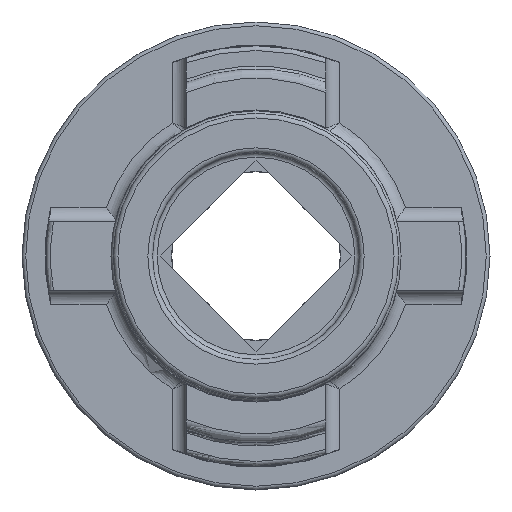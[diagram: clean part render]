
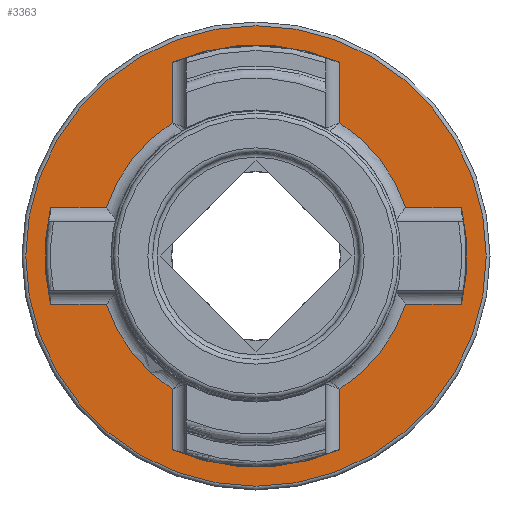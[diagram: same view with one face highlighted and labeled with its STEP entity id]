
A CAD part, left-side view. The second image highlights one B-rep face of the part: STEP entity #3363.
In plain terms, the highlighted planar face has unit normal (-1, 0, 0).
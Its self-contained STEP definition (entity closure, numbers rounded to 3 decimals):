
#39 = LINE ( 'NONE', #995, #2661 ) ;
#40 = CARTESIAN_POINT ( 'NONE',  ( 34.5, 0., 0. ) ) ;
#90 = EDGE_CURVE ( 'NONE', #1956, #1216, #2330, .T. ) ;
#139 = CARTESIAN_POINT ( 'NONE',  ( 34.5, 0., 0. ) ) ;
#169 = CARTESIAN_POINT ( 'NONE',  ( 34.5, 8.95, 0. ) ) ;
#175 = VERTEX_POINT ( 'NONE', #1484 ) ;
#192 = AXIS2_PLACEMENT_3D ( 'NONE', #220, #196, #1273 ) ;
#193 = DIRECTION ( 'NONE',  ( -1., 0., 0. ) ) ;
#195 = CARTESIAN_POINT ( 'NONE',  ( 34.5, -8.95, -14.218 ) ) ;
#196 = DIRECTION ( 'NONE',  ( -1., 0., 0. ) ) ;
#220 = CARTESIAN_POINT ( 'NONE',  ( 34.5, 0., 0. ) ) ;
#226 = LINE ( 'NONE', #1300, #1274 ) ;
#241 = CARTESIAN_POINT ( 'NONE',  ( 34.5, 8.95, -20.698 ) ) ;
#259 = ORIENTED_EDGE ( 'NONE', *, *, #1148, .T. ) ;
#328 = DIRECTION ( 'NONE',  ( 1., 0., 0. ) ) ;
#336 = ORIENTED_EDGE ( 'NONE', *, *, #1205, .T. ) ;
#343 = DIRECTION ( 'NONE',  ( 0., 0., 1. ) ) ;
#347 = VECTOR ( 'NONE', #517, 1000. ) ;
#388 = EDGE_CURVE ( 'NONE', #1956, #1262, #2786, .T. ) ;
#391 = CARTESIAN_POINT ( 'NONE',  ( 34.5, -15.983, -5.175 ) ) ;
#440 = CARTESIAN_POINT ( 'NONE',  ( 34.5, 22.55, 5.175 ) ) ;
#446 = EDGE_CURVE ( 'NONE', #1893, #1735, #1082, .T. ) ;
#481 = AXIS2_PLACEMENT_3D ( 'NONE', #3241, #2679, #1916 ) ;
#512 = AXIS2_PLACEMENT_3D ( 'NONE', #951, #3059, #1485 ) ;
#517 = DIRECTION ( 'NONE',  ( 0., 1., 0. ) ) ;
#542 = VERTEX_POINT ( 'NONE', #195 ) ;
#584 = VERTEX_POINT ( 'NONE', #2618 ) ;
#590 = VERTEX_POINT ( 'NONE', #241 ) ;
#597 = AXIS2_PLACEMENT_3D ( 'NONE', #3152, #2303, #3400 ) ;
#615 = ORIENTED_EDGE ( 'NONE', *, *, #446, .T. ) ;
#690 = CIRCLE ( 'NONE', #481, 24.6 ) ;
#691 = EDGE_CURVE ( 'NONE', #997, #1421, #3108, .T. ) ;
#775 = CARTESIAN_POINT ( 'NONE',  ( 34.5, 0., 24.6 ) ) ;
#809 = DIRECTION ( 'NONE',  ( 0., 0., -1. ) ) ;
#820 = VECTOR ( 'NONE', #1782, 1000. ) ;
#825 = CARTESIAN_POINT ( 'NONE',  ( 34.5, -14.852, -5.175 ) ) ;
#830 = ORIENTED_EDGE ( 'NONE', *, *, #963, .T. ) ;
#833 = VERTEX_POINT ( 'NONE', #933 ) ;
#854 = AXIS2_PLACEMENT_3D ( 'NONE', #1771, #193, #1280 ) ;
#884 = FACE_OUTER_BOUND ( 'NONE', #2648, .T. ) ;
#913 = VERTEX_POINT ( 'NONE', #3325 ) ;
#933 = CARTESIAN_POINT ( 'NONE',  ( 34.5, -8.95, -20.698 ) ) ;
#951 = CARTESIAN_POINT ( 'NONE',  ( 34.5, 0., 0. ) ) ;
#963 = EDGE_CURVE ( 'NONE', #1421, #1216, #39, .T. ) ;
#995 = CARTESIAN_POINT ( 'NONE',  ( 34.5, -22.249, 5.175 ) ) ;
#997 = VERTEX_POINT ( 'NONE', #2616 ) ;
#1064 = LINE ( 'NONE', #2572, #3350 ) ;
#1082 = LINE ( 'NONE', #440, #820 ) ;
#1083 = DIRECTION ( 'NONE',  ( 0., 0., -1. ) ) ;
#1106 = DIRECTION ( 'NONE',  ( 0., 0., -1. ) ) ;
#1148 = EDGE_CURVE ( 'NONE', #3022, #3022, #690, .T. ) ;
#1163 = VECTOR ( 'NONE', #1106, 1000. ) ;
#1175 = EDGE_CURVE ( 'NONE', #1735, #1924, #3064, .T. ) ;
#1179 = DIRECTION ( 'NONE',  ( 0., 0., -1. ) ) ;
#1205 = EDGE_CURVE ( 'NONE', #542, #833, #2565, .T. ) ;
#1216 = VERTEX_POINT ( 'NONE', #1650 ) ;
#1228 = AXIS2_PLACEMENT_3D ( 'NONE', #2241, #3019, #1179 ) ;
#1252 = EDGE_LOOP ( 'NONE', ( #3432, #3424, #2022, #830, #3178, #1926, #1544, #336, #2674, #2005, #2506, #1972, #2681, #615, #1734, #2379 ) ) ;
#1262 = VERTEX_POINT ( 'NONE', #391 ) ;
#1273 = DIRECTION ( 'NONE',  ( 0., 0., 1. ) ) ;
#1274 = VECTOR ( 'NONE', #3192, 1000. ) ;
#1280 = DIRECTION ( 'NONE',  ( 0., 0., 1. ) ) ;
#1300 = CARTESIAN_POINT ( 'NONE',  ( 34.5, 8.95, 0. ) ) ;
#1332 = EDGE_CURVE ( 'NONE', #913, #584, #3279, .T. ) ;
#1420 = EDGE_CURVE ( 'NONE', #1262, #542, #1583, .T. ) ;
#1421 = VERTEX_POINT ( 'NONE', #1465 ) ;
#1437 = DIRECTION ( 'NONE',  ( 1., 0., 0. ) ) ;
#1456 = DIRECTION ( 'NONE',  ( -1., 0., 0. ) ) ;
#1465 = CARTESIAN_POINT ( 'NONE',  ( 34.5, -15.983, 5.175 ) ) ;
#1484 = CARTESIAN_POINT ( 'NONE',  ( 34.5, 8.95, 20.698 ) ) ;
#1485 = DIRECTION ( 'NONE',  ( 0., 0., -1. ) ) ;
#1544 = ORIENTED_EDGE ( 'NONE', *, *, #1420, .T. ) ;
#1562 = AXIS2_PLACEMENT_3D ( 'NONE', #40, #1437, #809 ) ;
#1583 = CIRCLE ( 'NONE', #512, 16.8 ) ;
#1650 = CARTESIAN_POINT ( 'NONE',  ( 34.5, -21.948, 5.175 ) ) ;
#1676 = CARTESIAN_POINT ( 'NONE',  ( 34.5, 15.983, 5.175 ) ) ;
#1696 = CIRCLE ( 'NONE', #192, 22.55 ) ;
#1734 = ORIENTED_EDGE ( 'NONE', *, *, #1175, .T. ) ;
#1735 = VERTEX_POINT ( 'NONE', #1676 ) ;
#1741 = CARTESIAN_POINT ( 'NONE',  ( 34.5, -8.95, 20.698 ) ) ;
#1771 = CARTESIAN_POINT ( 'NONE',  ( 34.5, 0., 0. ) ) ;
#1782 = DIRECTION ( 'NONE',  ( 0., -1., 0. ) ) ;
#1787 = DIRECTION ( 'NONE',  ( 0., 0., 1. ) ) ;
#1830 = CARTESIAN_POINT ( 'NONE',  ( 34.5, 22.55, -5.175 ) ) ;
#1870 = CIRCLE ( 'NONE', #854, 22.55 ) ;
#1893 = VERTEX_POINT ( 'NONE', #3039 ) ;
#1902 = CARTESIAN_POINT ( 'NONE',  ( 34.5, -8.95, -21.284 ) ) ;
#1916 = DIRECTION ( 'NONE',  ( 0., 0., 1. ) ) ;
#1924 = VERTEX_POINT ( 'NONE', #2811 ) ;
#1926 = ORIENTED_EDGE ( 'NONE', *, *, #388, .T. ) ;
#1953 = VECTOR ( 'NONE', #1787, 1000. ) ;
#1956 = VERTEX_POINT ( 'NONE', #3079 ) ;
#1972 = ORIENTED_EDGE ( 'NONE', *, *, #3006, .T. ) ;
#2005 = ORIENTED_EDGE ( 'NONE', *, *, #2469, .T. ) ;
#2022 = ORIENTED_EDGE ( 'NONE', *, *, #691, .T. ) ;
#2026 = AXIS2_PLACEMENT_3D ( 'NONE', #139, #2756, #343 ) ;
#2071 = DIRECTION ( 'NONE',  ( 0., 0., -1. ) ) ;
#2085 = VECTOR ( 'NONE', #2187, 1000. ) ;
#2187 = DIRECTION ( 'NONE',  ( 0., 1., 0. ) ) ;
#2233 = CIRCLE ( 'NONE', #3362, 22.55 ) ;
#2241 = CARTESIAN_POINT ( 'NONE',  ( 34.5, 0., 0. ) ) ;
#2277 = DIRECTION ( 'NONE',  ( 0., 0., 1. ) ) ;
#2303 = DIRECTION ( 'NONE',  ( 1., 0., 0. ) ) ;
#2311 = DIRECTION ( 'NONE',  ( 0., -1., 0. ) ) ;
#2330 = CIRCLE ( 'NONE', #2026, 22.55 ) ;
#2376 = VERTEX_POINT ( 'NONE', #1741 ) ;
#2379 = ORIENTED_EDGE ( 'NONE', *, *, #3075, .T. ) ;
#2409 = VERTEX_POINT ( 'NONE', #3072 ) ;
#2422 = EDGE_CURVE ( 'NONE', #590, #833, #2233, .T. ) ;
#2469 = EDGE_CURVE ( 'NONE', #590, #913, #2605, .T. ) ;
#2488 = EDGE_CURVE ( 'NONE', #2376, #175, #1870, .T. ) ;
#2506 = ORIENTED_EDGE ( 'NONE', *, *, #1332, .T. ) ;
#2565 = LINE ( 'NONE', #1902, #1163 ) ;
#2572 = CARTESIAN_POINT ( 'NONE',  ( 34.5, -8.95, 13.364 ) ) ;
#2605 = LINE ( 'NONE', #169, #1953 ) ;
#2616 = CARTESIAN_POINT ( 'NONE',  ( 34.5, -8.95, 14.218 ) ) ;
#2618 = CARTESIAN_POINT ( 'NONE',  ( 34.5, 15.983, -5.175 ) ) ;
#2646 = LINE ( 'NONE', #1830, #347 ) ;
#2648 = EDGE_LOOP ( 'NONE', ( #259 ) ) ;
#2661 = VECTOR ( 'NONE', #2311, 1000. ) ;
#2674 = ORIENTED_EDGE ( 'NONE', *, *, #2422, .F. ) ;
#2679 = DIRECTION ( 'NONE',  ( -1., 0., 0. ) ) ;
#2681 = ORIENTED_EDGE ( 'NONE', *, *, #3403, .F. ) ;
#2720 = CARTESIAN_POINT ( 'NONE',  ( 34.5, 0., 0. ) ) ;
#2756 = DIRECTION ( 'NONE',  ( -1., 0., 0. ) ) ;
#2786 = LINE ( 'NONE', #825, #2085 ) ;
#2811 = CARTESIAN_POINT ( 'NONE',  ( 34.5, 8.95, 14.218 ) ) ;
#2848 = PLANE ( 'NONE',  #597 ) ;
#2901 = FACE_BOUND ( 'NONE', #1252, .T. ) ;
#2981 = EDGE_CURVE ( 'NONE', #2376, #997, #1064, .T. ) ;
#3006 = EDGE_CURVE ( 'NONE', #584, #2409, #2646, .T. ) ;
#3019 = DIRECTION ( 'NONE',  ( 1., 0., 0. ) ) ;
#3022 = VERTEX_POINT ( 'NONE', #775 ) ;
#3039 = CARTESIAN_POINT ( 'NONE',  ( 34.5, 21.948, 5.175 ) ) ;
#3045 = CARTESIAN_POINT ( 'NONE',  ( 34.5, 0., 0. ) ) ;
#3059 = DIRECTION ( 'NONE',  ( 1., 0., 0. ) ) ;
#3064 = CIRCLE ( 'NONE', #3186, 16.8 ) ;
#3072 = CARTESIAN_POINT ( 'NONE',  ( 34.5, 21.948, -5.175 ) ) ;
#3075 = EDGE_CURVE ( 'NONE', #1924, #175, #226, .T. ) ;
#3079 = CARTESIAN_POINT ( 'NONE',  ( 34.5, -21.948, -5.175 ) ) ;
#3108 = CIRCLE ( 'NONE', #1562, 16.8 ) ;
#3152 = CARTESIAN_POINT ( 'NONE',  ( 34.5, 22.55, 0. ) ) ;
#3178 = ORIENTED_EDGE ( 'NONE', *, *, #90, .F. ) ;
#3186 = AXIS2_PLACEMENT_3D ( 'NONE', #2720, #328, #1083 ) ;
#3192 = DIRECTION ( 'NONE',  ( 0., 0., 1. ) ) ;
#3241 = CARTESIAN_POINT ( 'NONE',  ( 34.5, 0., 0. ) ) ;
#3279 = CIRCLE ( 'NONE', #1228, 16.8 ) ;
#3325 = CARTESIAN_POINT ( 'NONE',  ( 34.5, 8.95, -14.218 ) ) ;
#3350 = VECTOR ( 'NONE', #2071, 1000. ) ;
#3362 = AXIS2_PLACEMENT_3D ( 'NONE', #3045, #1456, #2277 ) ;
#3363 = ADVANCED_FACE ( 'NONE', ( #884, #2901 ), #2848, .F. ) ;
#3400 = DIRECTION ( 'NONE',  ( 0., 0., -1. ) ) ;
#3403 = EDGE_CURVE ( 'NONE', #1893, #2409, #1696, .T. ) ;
#3424 = ORIENTED_EDGE ( 'NONE', *, *, #2981, .T. ) ;
#3432 = ORIENTED_EDGE ( 'NONE', *, *, #2488, .F. ) ;
